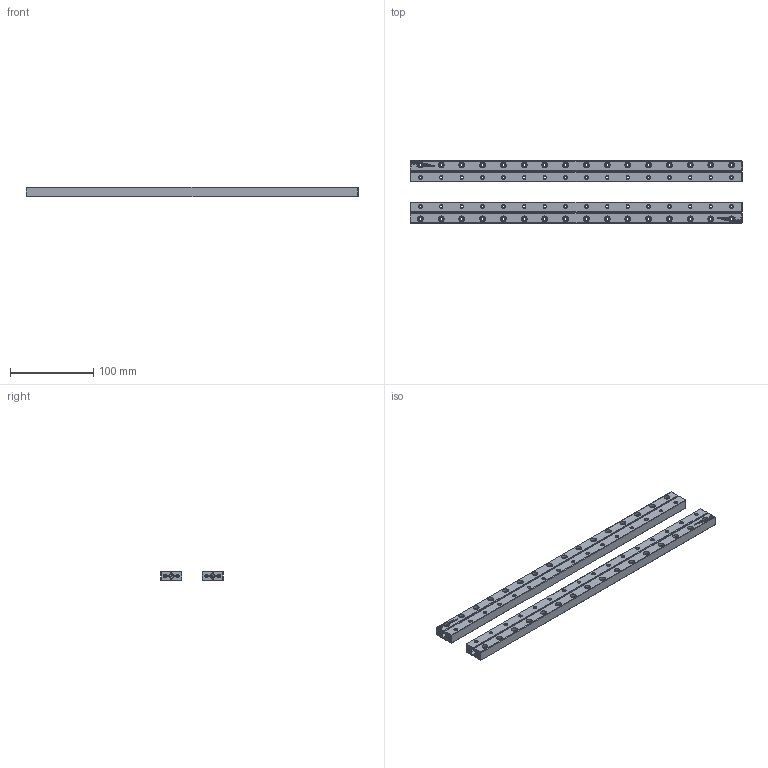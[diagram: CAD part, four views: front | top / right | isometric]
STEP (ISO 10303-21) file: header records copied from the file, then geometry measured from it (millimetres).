
FILE_DESCRIPTION(/* description */ (''),/* implementation_level */ '2;1');
FILE_NAME(/* name */ 'Set RNG-6400x38KRE-ACC_stp.stp',/* time_stamp */ '2025-05-14T10:22:40+02:00',/* author */ (''),/* organization */ (''),/* preprocessor_version */ 'ST-DEVELOPER v16.7',/* originating_system */ 'SIEMENS PLM Software NX 12.0',/* authorisation */ '');
FILE_SCHEMA (('AUTOMOTIVE_DESIGN { 1 0 10303 214 3 1 1 1 }'));
Products named in the file (1): Set RNG-6400x38KRE-ACC_stp
Bounding box: 400 x 75 x 12 mm (x, y, z)
Volume: 195796.6 mm3; surface area: 109400.4 mm2
Topology: 36 solids, 36 shells, 6636 faces, 18884 edges, 12504 vertices
Faces by surface type: plane 5512, cylinder 460, bspline 360, cone 304
Full cylindrical faces by diameter (mm): 0.8 x96, 2.26 x8, 3.2 x8, 3.3 x64, 4 x20, 6 x20, 7 x64
Entity records: 219090 total; most frequent: CARTESIAN_POINT 42225, ORIENTED_EDGE 36312, DIRECTION 31246, EDGE_CURVE 18156, LINE 16116, VECTOR 16116, VERTEX_POINT 12368, EDGE_LOOP 7708
